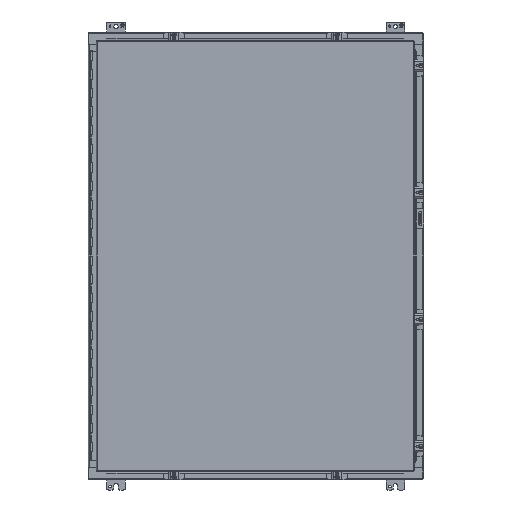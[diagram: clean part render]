
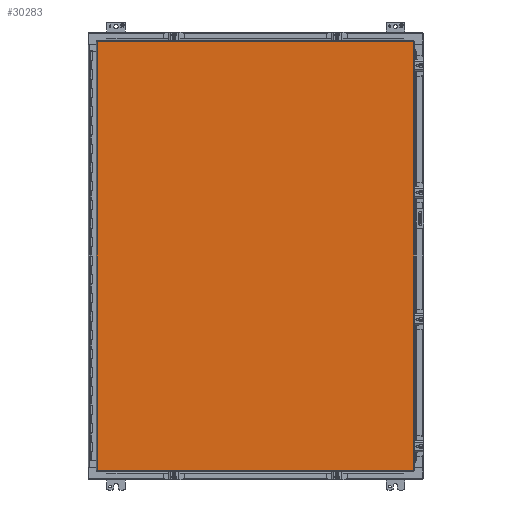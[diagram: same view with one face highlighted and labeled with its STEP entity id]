
A CAD part, front view. The second image highlights one B-rep face of the part: STEP entity #30283.
In plain terms, the highlighted planar face has unit normal (0, -1, 0).
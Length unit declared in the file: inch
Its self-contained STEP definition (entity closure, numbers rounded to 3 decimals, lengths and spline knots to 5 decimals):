
#3033 = LINE ( 'NONE', #46562, #55154 ) ;
#6071 = VECTOR ( 'NONE', #58788, 39.37008 ) ;
#7979 = VERTEX_POINT ( 'NONE', #53478 ) ;
#8092 = EDGE_LOOP ( 'NONE', ( #33274, #34890, #14536, #52395 ) ) ;
#9247 = CARTESIAN_POINT ( 'NONE',  ( 16.955, -17.21, 22.9945 ) ) ;
#9966 = CARTESIAN_POINT ( 'NONE',  ( -17.017, -17.21, 22.9945 ) ) ;
#13261 = VERTEX_POINT ( 'NONE', #9966 ) ;
#14096 = FACE_OUTER_BOUND ( 'NONE', #8092, .T. ) ;
#14536 = ORIENTED_EDGE ( 'NONE', *, *, #28197, .F. ) ;
#15262 = CARTESIAN_POINT ( 'NONE',  ( 16.955, -17.21, -22.9945 ) ) ;
#15809 = CARTESIAN_POINT ( 'NONE',  ( 16.955, -17.21, 22.9945 ) ) ;
#17428 = VECTOR ( 'NONE', #31021, 39.37008 ) ;
#18670 = AXIS2_PLACEMENT_3D ( 'NONE', #62635, #24834, #56932 ) ;
#18754 = DIRECTION ( 'NONE',  ( 1., 0., 0. ) ) ;
#19135 = PLANE ( 'NONE',  #18670 ) ;
#24834 = DIRECTION ( 'NONE',  ( 0., -1., 0. ) ) ;
#25252 = VERTEX_POINT ( 'NONE', #35128 ) ;
#28046 = DIRECTION ( 'NONE',  ( 0., 0., 1. ) ) ;
#28197 = EDGE_CURVE ( 'NONE', #25252, #13261, #29092, .T. ) ;
#29092 = LINE ( 'NONE', #60509, #56003 ) ;
#30283 = ADVANCED_FACE ( 'NONE', ( #14096 ), #19135, .T. ) ;
#31021 = DIRECTION ( 'NONE',  ( 0., 0., -1. ) ) ;
#31996 = VERTEX_POINT ( 'NONE', #15809 ) ;
#33274 = ORIENTED_EDGE ( 'NONE', *, *, #63976, .F. ) ;
#34890 = ORIENTED_EDGE ( 'NONE', *, *, #65450, .F. ) ;
#35128 = CARTESIAN_POINT ( 'NONE',  ( -17.017, -17.21, -22.9945 ) ) ;
#42402 = LINE ( 'NONE', #15262, #6071 ) ;
#46562 = CARTESIAN_POINT ( 'NONE',  ( -17.017, -17.21, 22.9945 ) ) ;
#52395 = ORIENTED_EDGE ( 'NONE', *, *, #70139, .F. ) ;
#53478 = CARTESIAN_POINT ( 'NONE',  ( 16.955, -17.21, -22.9945 ) ) ;
#55154 = VECTOR ( 'NONE', #18754, 39.37008 ) ;
#56003 = VECTOR ( 'NONE', #28046, 39.37008 ) ;
#56932 = DIRECTION ( 'NONE',  ( 0., 0., -1. ) ) ;
#58788 = DIRECTION ( 'NONE',  ( -1., 0., 0. ) ) ;
#60509 = CARTESIAN_POINT ( 'NONE',  ( -17.017, -17.21, -22.9945 ) ) ;
#62635 = CARTESIAN_POINT ( 'NONE',  ( -17.017, -17.21, -22.9945 ) ) ;
#63976 = EDGE_CURVE ( 'NONE', #31996, #7979, #69912, .T. ) ;
#65450 = EDGE_CURVE ( 'NONE', #13261, #31996, #3033, .T. ) ;
#69912 = LINE ( 'NONE', #9247, #17428 ) ;
#70139 = EDGE_CURVE ( 'NONE', #7979, #25252, #42402, .T. ) ;
